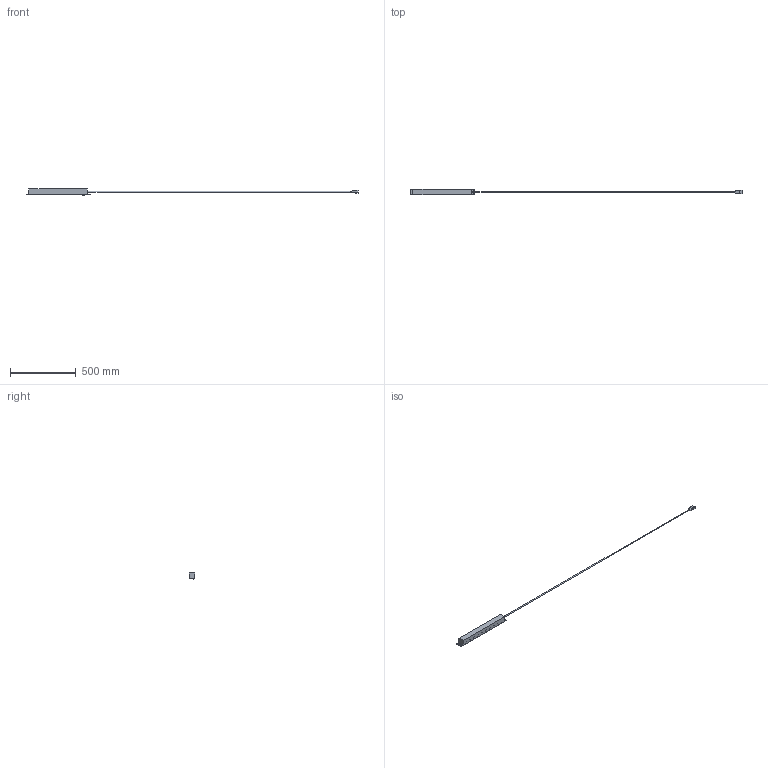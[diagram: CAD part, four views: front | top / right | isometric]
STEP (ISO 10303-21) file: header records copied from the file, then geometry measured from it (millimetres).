
FILE_DESCRIPTION (( 'STEP AP203' ), '1' );
FILE_NAME ('PH22-9D2-P ITK PDU 9 ðîçåòîê íåì. ñò, 1U, øíóð 2ì âèëêà Ñ14 ÏÂÕ ÷åð.STEP', '2016-09-21T12:13:25', ( '' ), ( '' ), 'SwSTEP 2.0', 'SolidWorks 2014', '' );
FILE_SCHEMA (( 'CONFIG_CONTROL_DESIGN' ));
Length unit declared in the file: millimetre
Products named in the file (1): PH22-9D2-P ITK PDU 9 ðîçåòîê íåì. ñò, 1U, øíóð 2ì âèëêà Ñ14 ÏÂÕ ÷åð
Bounding box: 2520.5 x 44.45 x 47 mm (x, y, z)
Volume: 791648.1 mm3; surface area: 162452.1 mm2
Topology: 1 solids, 1 shells, 459 faces, 1254 edges, 833 vertices
Faces by surface type: plane 331, cylinder 124, cone 2, torus 2
Full cylindrical faces by diameter (mm): 5.5 x18, 7 x1, 9 x1, 19 x1, 39 x9
Entity records: 14354 total; most frequent: CARTESIAN_POINT 2557, DIRECTION 2433, ORIENTED_EDGE 2420, EDGE_CURVE 1210, VECTOR 863, LINE 863, VERTEX_POINT 821, AXIS2_PLACEMENT_3D 785
